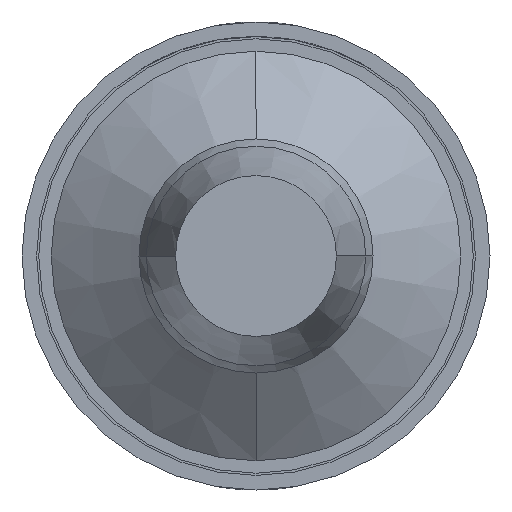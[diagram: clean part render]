
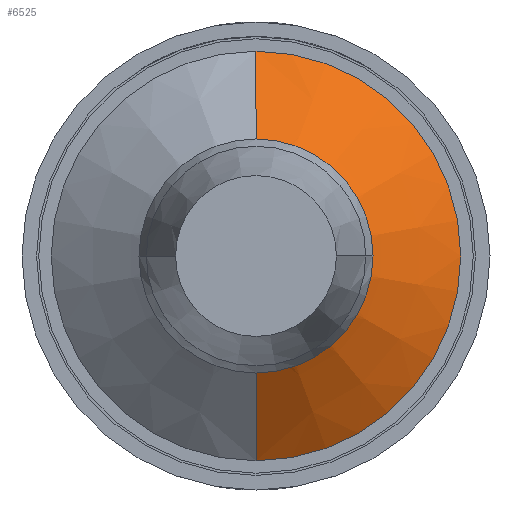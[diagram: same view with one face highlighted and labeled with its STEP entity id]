
A CAD part, front view. The second image highlights one B-rep face of the part: STEP entity #6525.
In plain terms, the highlighted conical face has half-angle 53.13 degrees and reference radius 0.6 mm.
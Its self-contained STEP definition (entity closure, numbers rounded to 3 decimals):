
#49 = FACE_OUTER_BOUND ( 'NONE', #3274, .T. ) ;
#276 = DIRECTION ( 'NONE',  ( 0., 0., -1. ) ) ;
#380 = DIRECTION ( 'NONE',  ( 0., 1., 0. ) ) ;
#408 = LINE ( 'NONE', #3438, #5966 ) ;
#543 = EDGE_CURVE ( 'Defeature ausgef�hrt1_40+Defeature ausgef�hrt1_39+Defeature ausgef�hrt1_39+Defeature ausgef�hrt1_39', #1923, #1289, #1452, .T. ) ;
#978 = CARTESIAN_POINT ( 'NONE',  ( 0., -11.2, 0. ) ) ;
#1099 = AXIS2_PLACEMENT_3D ( 'NONE', #4550, #3970, #276 ) ;
#1289 = VERTEX_POINT ( 'NONE', #6456 ) ;
#1367 = ORIENTED_EDGE ( 'NONE', *, *, #543, .T. ) ;
#1402 = VECTOR ( 'NONE', #2524, 1000. ) ;
#1452 = CIRCLE ( 'NONE', #1099, 0.6 ) ;
#1595 = VERTEX_POINT ( 'NONE', #5683 ) ;
#1606 = DIRECTION ( 'NONE',  ( 0., 0., -1. ) ) ;
#1697 = ORIENTED_EDGE ( 'NONE', *, *, #4728, .T. ) ;
#1756 = VERTEX_POINT ( 'NONE', #2015 ) ;
#1923 = VERTEX_POINT ( 'NONE', #5449 ) ;
#2015 = CARTESIAN_POINT ( 'NONE',  ( 0., -10.6, 1.4 ) ) ;
#2524 = DIRECTION ( 'NONE',  ( 0., 0.6, -0.8 ) ) ;
#2994 = CONICAL_SURFACE ( 'NONE', #4806, 0.6, 0.927 ) ;
#3011 = EDGE_CURVE ( 'NONE', #1923, #1756, #408, .T. ) ;
#3274 = EDGE_LOOP ( 'NONE', ( #4701, #1367, #1697, #5738 ) ) ;
#3277 = DIRECTION ( 'NONE',  ( 0., 1., 0. ) ) ;
#3438 = CARTESIAN_POINT ( 'NONE',  ( 0., -11.2, 0.6 ) ) ;
#3626 = DIRECTION ( 'NONE',  ( 0., 0., -1. ) ) ;
#3720 = EDGE_CURVE ( 'Defeature ausgef�hrt1_41+Defeature ausgef�hrt1_40+Defeature ausgef�hrt1_40+Defeature ausgef�hrt1_40', #1756, #1595, #3904, .T. ) ;
#3904 = CIRCLE ( 'NONE', #5600, 1.4 ) ;
#3970 = DIRECTION ( 'NONE',  ( 0., 1., 0. ) ) ;
#4550 = CARTESIAN_POINT ( 'NONE',  ( 0., -11.2, 0. ) ) ;
#4701 = ORIENTED_EDGE ( 'NONE', *, *, #3011, .F. ) ;
#4728 = EDGE_CURVE ( 'NONE', #1289, #1595, #6901, .T. ) ;
#4806 = AXIS2_PLACEMENT_3D ( 'NONE', #978, #380, #3626 ) ;
#4838 = CARTESIAN_POINT ( 'NONE',  ( 0., -10.6, 0. ) ) ;
#5449 = CARTESIAN_POINT ( 'NONE',  ( 0., -11.2, 0.6 ) ) ;
#5600 = AXIS2_PLACEMENT_3D ( 'NONE', #4838, #3277, #1606 ) ;
#5683 = CARTESIAN_POINT ( 'NONE',  ( 0., -10.6, -1.4 ) ) ;
#5738 = ORIENTED_EDGE ( 'NONE', *, *, #3720, .F. ) ;
#5966 = VECTOR ( 'NONE', #6112, 1000. ) ;
#6112 = DIRECTION ( 'NONE',  ( 0., 0.6, 0.8 ) ) ;
#6456 = CARTESIAN_POINT ( 'NONE',  ( 0., -11.2, -0.6 ) ) ;
#6525 = ADVANCED_FACE ( 'Defeature ausgef�hrt1_40', ( #49 ), #2994, .T. ) ;
#6901 = LINE ( 'NONE', #6903, #1402 ) ;
#6903 = CARTESIAN_POINT ( 'NONE',  ( 0., -11.2, -0.6 ) ) ;
